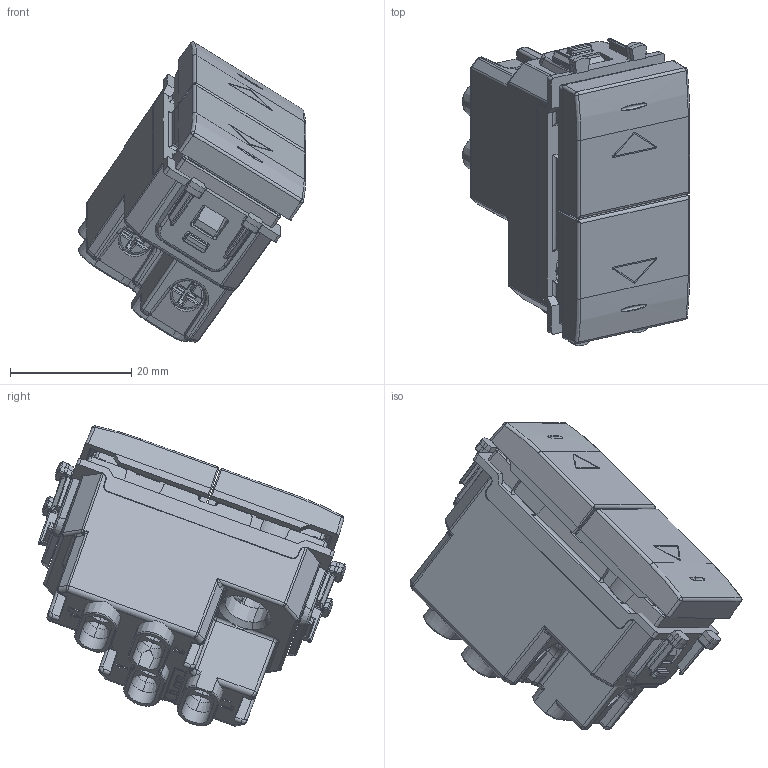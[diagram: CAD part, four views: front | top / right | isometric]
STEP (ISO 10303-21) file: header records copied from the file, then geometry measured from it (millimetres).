
FILE_DESCRIPTION(('CATIA V5 STEP Exchange'),'2;1');
FILE_NAME('441056F.stp','2024-02-15T11:23:27+00:00',('none'),('none'),'CATIA Version 5-6 Release 2016 SP6','CATIA V5 STEP AP203','none');
FILE_SCHEMA(('CONFIG_CONTROL_DESIGN'));
Products named in the file (1): 441056F
Assembly tree (20 placements, depth 2):
  441056F
    #57
    #36180  x2
    #42747
    #94654  x2
    #107786  x2
    #108785  x4
    #109778  x4
    #111691  x2
    #113236  x2
Bounding box: 37.42 x 50.64 x 49.44 mm (x, y, z)
Volume: 15440.9 mm3; surface area: 25590.5 mm2
Topology: 24 solids, 24 shells, 3836 faces, 10670 edges, 6730 vertices
Faces by surface type: plane 1974, cylinder 1065, bspline 340, cone 243, sphere 96, torus 88, extrusion 20, revolution 10
Entity records: 114591 total; most frequent: CARTESIAN_POINT 47985, ORIENTED_EDGE 16442, DIRECTION 9466, EDGE_CURVE 8221, VERTEX_POINT 5229, VECTOR 4189, LINE 4175, B_SPLINE_CURVE_WITH_KNOTS 3141
